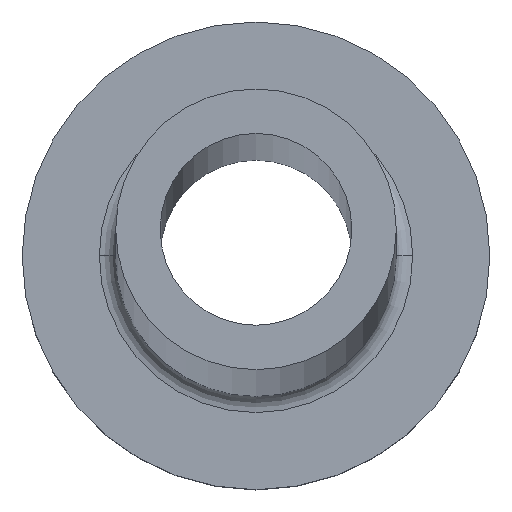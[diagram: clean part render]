
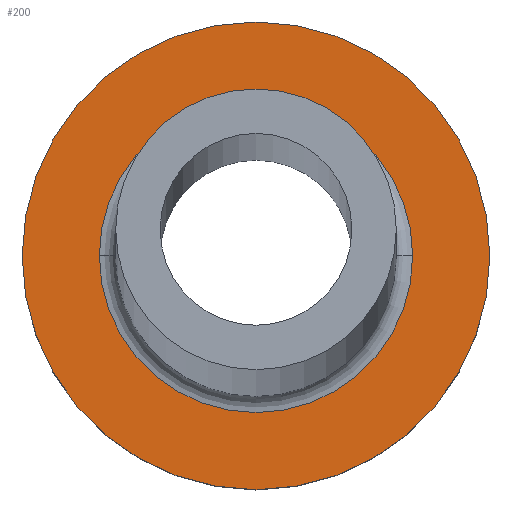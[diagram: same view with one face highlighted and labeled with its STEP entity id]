
A CAD part, top view. The second image highlights one B-rep face of the part: STEP entity #200.
In plain terms, the highlighted planar face has unit normal (0, 0, 1).
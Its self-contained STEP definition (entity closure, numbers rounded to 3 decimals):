
#9 = EDGE_CURVE ( 'NONE', #304, #179, #104, .T. ) ;
#20 = DIRECTION ( 'NONE',  ( 1., 0., 0. ) ) ;
#24 = FACE_OUTER_BOUND ( 'NONE', #239, .T. ) ;
#35 = DIRECTION ( 'NONE',  ( 0., 0., -1. ) ) ;
#37 = AXIS2_PLACEMENT_3D ( 'NONE', #99, #247, #165 ) ;
#39 = AXIS2_PLACEMENT_3D ( 'NONE', #232, #256, #20 ) ;
#44 = AXIS2_PLACEMENT_3D ( 'NONE', #252, #276, #101 ) ;
#45 = ORIENTED_EDGE ( 'NONE', *, *, #9, .T. ) ;
#52 = EDGE_CURVE ( 'NONE', #353, #351, #170, .T. ) ;
#53 = DIRECTION ( 'NONE',  ( 0., 0., 1. ) ) ;
#54 = AXIS2_PLACEMENT_3D ( 'NONE', #245, #35, #152 ) ;
#55 = CARTESIAN_POINT ( 'NONE',  ( 0., 0., 7. ) ) ;
#60 = ORIENTED_EDGE ( 'NONE', *, *, #52, .T. ) ;
#99 = CARTESIAN_POINT ( 'NONE',  ( 0., 0., 7. ) ) ;
#101 = DIRECTION ( 'NONE',  ( 1., 0., 0. ) ) ;
#104 = CIRCLE ( 'NONE', #37, 10. ) ;
#122 = CARTESIAN_POINT ( 'NONE',  ( -6.7, 0., 7. ) ) ;
#128 = ORIENTED_EDGE ( 'NONE', *, *, #210, .T. ) ;
#136 = DIRECTION ( 'NONE',  ( 1., 0., 0. ) ) ;
#138 = CIRCLE ( 'NONE', #54, 6.7 ) ;
#152 = DIRECTION ( 'NONE',  ( 1., 0., 0. ) ) ;
#155 = EDGE_CURVE ( 'NONE', #351, #353, #138, .T. ) ;
#161 = EDGE_LOOP ( 'NONE', ( #60, #263 ) ) ;
#165 = DIRECTION ( 'NONE',  ( 1., 0., 0. ) ) ;
#170 = CIRCLE ( 'NONE', #44, 6.7 ) ;
#178 = CARTESIAN_POINT ( 'NONE',  ( 10., 0., 7. ) ) ;
#179 = VERTEX_POINT ( 'NONE', #320 ) ;
#200 = ADVANCED_FACE ( 'NONE', ( #323, #24 ), #376, .T. ) ;
#210 = EDGE_CURVE ( 'NONE', #179, #304, #223, .T. ) ;
#223 = CIRCLE ( 'NONE', #39, 10. ) ;
#232 = CARTESIAN_POINT ( 'NONE',  ( 0., 0., 7. ) ) ;
#239 = EDGE_LOOP ( 'NONE', ( #128, #45 ) ) ;
#245 = CARTESIAN_POINT ( 'NONE',  ( 0., 0., 7. ) ) ;
#247 = DIRECTION ( 'NONE',  ( 0., 0., 1. ) ) ;
#252 = CARTESIAN_POINT ( 'NONE',  ( 0., 0., 7. ) ) ;
#256 = DIRECTION ( 'NONE',  ( 0., 0., 1. ) ) ;
#263 = ORIENTED_EDGE ( 'NONE', *, *, #155, .T. ) ;
#276 = DIRECTION ( 'NONE',  ( 0., 0., -1. ) ) ;
#304 = VERTEX_POINT ( 'NONE', #178 ) ;
#320 = CARTESIAN_POINT ( 'NONE',  ( -10., 0., 7. ) ) ;
#323 = FACE_BOUND ( 'NONE', #161, .T. ) ;
#333 = CARTESIAN_POINT ( 'NONE',  ( 6.7, 0., 7. ) ) ;
#351 = VERTEX_POINT ( 'NONE', #122 ) ;
#353 = VERTEX_POINT ( 'NONE', #333 ) ;
#372 = AXIS2_PLACEMENT_3D ( 'NONE', #55, #53, #136 ) ;
#376 = PLANE ( 'NONE',  #372 ) ;
